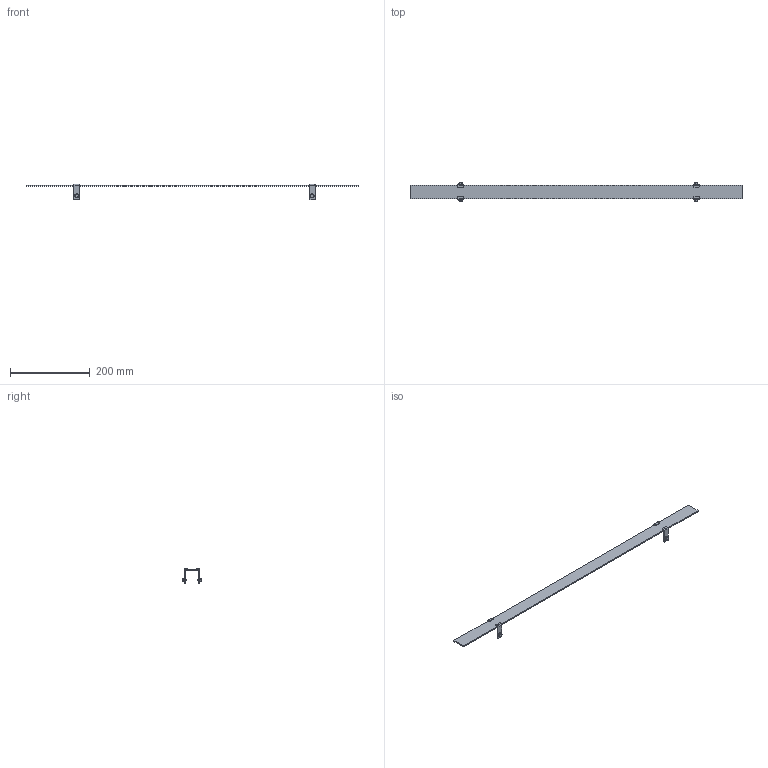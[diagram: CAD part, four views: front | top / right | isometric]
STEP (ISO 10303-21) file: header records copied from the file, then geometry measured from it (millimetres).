
FILE_DESCRIPTION(/* description */ (''),/* implementation_level */ '2;1');
FILE_NAME(/* name */ 'AO000224.stp',/* time_stamp */ '2016-09-28T11:58:31+02:00',/* author */ ('mitarbeiter'),/* organization */ (''),/* preprocessor_version */ 'ST-DEVELOPER v15.2',/* originating_system */ 'Autodesk Inventor 2014',/* authorisation */ '');
FILE_SCHEMA (('AUTOMOTIVE_DESIGN { 1 0 10303 214 3 1 1 }'));
Length unit declared in the file: millimetre
Products named in the file (5): MP003863_01_MODEL; UP001054_00_MODEL; UP000005_01_MODEL; AO000224
Bounding box: 832 x 45.4 x 38 mm (x, y, z)
Volume: 89034.7 mm3; surface area: 68116.3 mm2
Topology: 13 solids, 13 shells, 206 faces, 484 edges, 312 vertices
Faces by surface type: plane 126, cylinder 48, cone 28, torus 4
Full cylindrical faces by diameter (mm): 4.826 x4, 5.3 x4, 6.88 x4, 10 x4
Entity records: 1741 total; most frequent: CARTESIAN_POINT 306, DIRECTION 292, ORIENTED_EDGE 248, EDGE_CURVE 124, AXIS2_PLACEMENT_3D 106, VERTEX_POINT 84, LINE 80, VECTOR 80
